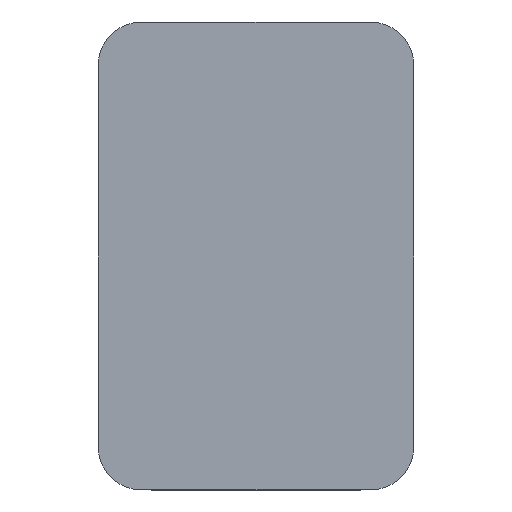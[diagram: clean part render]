
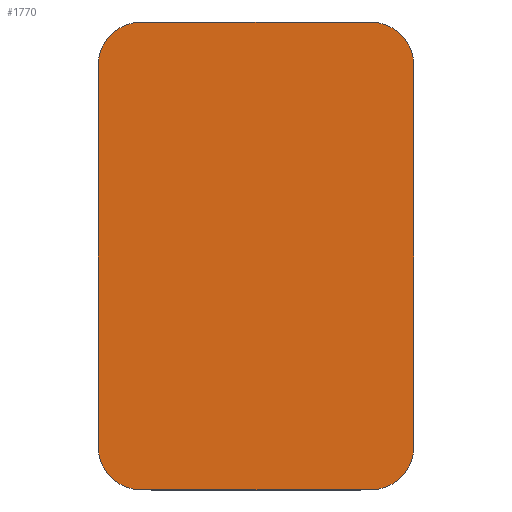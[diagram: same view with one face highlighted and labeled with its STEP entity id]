
A CAD part, front view. The second image highlights one B-rep face of the part: STEP entity #1770.
In plain terms, the highlighted planar face has unit normal (0, -1, 0).
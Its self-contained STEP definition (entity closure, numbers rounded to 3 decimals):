
#8 = CARTESIAN_POINT ( 'NONE',  ( 31.5, 0., -52.5 ) ) ;
#54 = EDGE_CURVE ( 'NONE', #1115, #1690, #913, .T. ) ;
#91 = ORIENTED_EDGE ( 'NONE', *, *, #522, .F. ) ;
#92 = CARTESIAN_POINT ( 'NONE',  ( -31.5, 0., -64.5 ) ) ;
#103 = EDGE_LOOP ( 'NONE', ( #507, #2319, #2340, #1727, #630, #733, #91, #758 ) ) ;
#141 = CIRCLE ( 'NONE', #906, 12. ) ;
#204 = DIRECTION ( 'NONE',  ( 0., 1., 0. ) ) ;
#230 = CARTESIAN_POINT ( 'NONE',  ( -31.5, 0., -52.5 ) ) ;
#255 = AXIS2_PLACEMENT_3D ( 'NONE', #2253, #2590, #1279 ) ;
#259 = CIRCLE ( 'NONE', #1094, 12. ) ;
#269 = EDGE_CURVE ( 'NONE', #2069, #2126, #1204, .T. ) ;
#361 = VECTOR ( 'NONE', #1037, 1000. ) ;
#380 = DIRECTION ( 'NONE',  ( 0., 1., 0. ) ) ;
#382 = VERTEX_POINT ( 'NONE', #399 ) ;
#399 = CARTESIAN_POINT ( 'NONE',  ( -31.5, 0., 64.5 ) ) ;
#424 = DIRECTION ( 'NONE',  ( 0., 0., 1. ) ) ;
#430 = EDGE_CURVE ( 'NONE', #2126, #382, #2389, .T. ) ;
#487 = DIRECTION ( 'NONE',  ( 0., 0., -1. ) ) ;
#493 = CARTESIAN_POINT ( 'NONE',  ( -31.5, 0., -64.5 ) ) ;
#507 = ORIENTED_EDGE ( 'NONE', *, *, #643, .F. ) ;
#522 = EDGE_CURVE ( 'NONE', #746, #2069, #141, .T. ) ;
#630 = ORIENTED_EDGE ( 'NONE', *, *, #430, .F. ) ;
#643 = EDGE_CURVE ( 'NONE', #1690, #2270, #1818, .T. ) ;
#660 = FACE_OUTER_BOUND ( 'NONE', #103, .T. ) ;
#701 = DIRECTION ( 'NONE',  ( 0., 1., 0. ) ) ;
#733 = ORIENTED_EDGE ( 'NONE', *, *, #269, .F. ) ;
#746 = VERTEX_POINT ( 'NONE', #493 ) ;
#758 = ORIENTED_EDGE ( 'NONE', *, *, #1731, .F. ) ;
#836 = AXIS2_PLACEMENT_3D ( 'NONE', #8, #380, #2627 ) ;
#906 = AXIS2_PLACEMENT_3D ( 'NONE', #230, #701, #487 ) ;
#913 = LINE ( 'NONE', #2327, #361 ) ;
#921 = LINE ( 'NONE', #92, #1696 ) ;
#1037 = DIRECTION ( 'NONE',  ( 0., 0., -1. ) ) ;
#1094 = AXIS2_PLACEMENT_3D ( 'NONE', #2084, #204, #1296 ) ;
#1115 = VERTEX_POINT ( 'NONE', #1330 ) ;
#1183 = CARTESIAN_POINT ( 'NONE',  ( 31.5, 0., 64.5 ) ) ;
#1204 = LINE ( 'NONE', #1997, #1594 ) ;
#1222 = EDGE_CURVE ( 'NONE', #2393, #1115, #259, .T. ) ;
#1225 = AXIS2_PLACEMENT_3D ( 'NONE', #2154, #1858, #424 ) ;
#1279 = DIRECTION ( 'NONE',  ( 0., 0., 1. ) ) ;
#1296 = DIRECTION ( 'NONE',  ( 0., 0., 1. ) ) ;
#1330 = CARTESIAN_POINT ( 'NONE',  ( 43.5, 0., 52.5 ) ) ;
#1526 = DIRECTION ( 'NONE',  ( 1., 0., 0. ) ) ;
#1544 = CARTESIAN_POINT ( 'NONE',  ( -43.5, 0., 52.5 ) ) ;
#1547 = DIRECTION ( 'NONE',  ( 0., 0., 1. ) ) ;
#1594 = VECTOR ( 'NONE', #1547, 1000. ) ;
#1690 = VERTEX_POINT ( 'NONE', #2398 ) ;
#1696 = VECTOR ( 'NONE', #2283, 1000. ) ;
#1727 = ORIENTED_EDGE ( 'NONE', *, *, #2485, .F. ) ;
#1731 = EDGE_CURVE ( 'NONE', #2270, #746, #921, .T. ) ;
#1770 = ADVANCED_FACE ( 'NONE', ( #660 ), #2114, .F. ) ;
#1818 = CIRCLE ( 'NONE', #836, 12. ) ;
#1858 = DIRECTION ( 'NONE',  ( 0., 1., 0. ) ) ;
#1887 = CARTESIAN_POINT ( 'NONE',  ( 31.5, 0., -64.5 ) ) ;
#1901 = CARTESIAN_POINT ( 'NONE',  ( -43.5, 0., -52.5 ) ) ;
#1997 = CARTESIAN_POINT ( 'NONE',  ( -43.5, 0., -52.5 ) ) ;
#2064 = CARTESIAN_POINT ( 'NONE',  ( -31.5, 0., 64.5 ) ) ;
#2069 = VERTEX_POINT ( 'NONE', #1901 ) ;
#2084 = CARTESIAN_POINT ( 'NONE',  ( 31.5, 0., 52.5 ) ) ;
#2114 = PLANE ( 'NONE',  #1225 ) ;
#2126 = VERTEX_POINT ( 'NONE', #1544 ) ;
#2154 = CARTESIAN_POINT ( 'NONE',  ( 31.5, 0., -52.5 ) ) ;
#2161 = LINE ( 'NONE', #2064, #2587 ) ;
#2253 = CARTESIAN_POINT ( 'NONE',  ( -31.5, 0., 52.5 ) ) ;
#2270 = VERTEX_POINT ( 'NONE', #1887 ) ;
#2283 = DIRECTION ( 'NONE',  ( -1., 0., 0. ) ) ;
#2319 = ORIENTED_EDGE ( 'NONE', *, *, #54, .F. ) ;
#2327 = CARTESIAN_POINT ( 'NONE',  ( 43.5, 0., -52.5 ) ) ;
#2340 = ORIENTED_EDGE ( 'NONE', *, *, #1222, .F. ) ;
#2389 = CIRCLE ( 'NONE', #255, 12. ) ;
#2393 = VERTEX_POINT ( 'NONE', #1183 ) ;
#2398 = CARTESIAN_POINT ( 'NONE',  ( 43.5, 0., -52.5 ) ) ;
#2485 = EDGE_CURVE ( 'NONE', #382, #2393, #2161, .T. ) ;
#2587 = VECTOR ( 'NONE', #1526, 1000. ) ;
#2590 = DIRECTION ( 'NONE',  ( 0., 1., 0. ) ) ;
#2627 = DIRECTION ( 'NONE',  ( 0., 0., 1. ) ) ;
